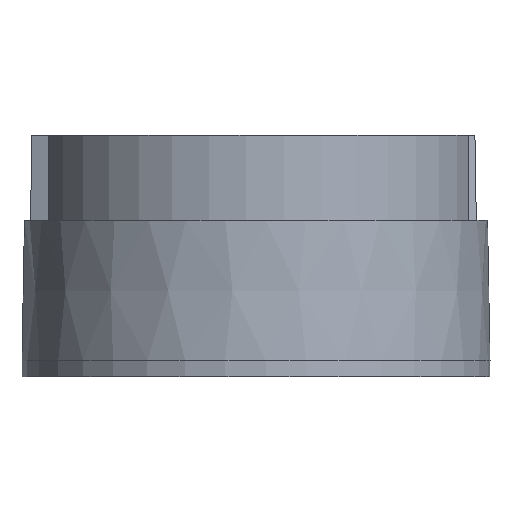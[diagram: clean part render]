
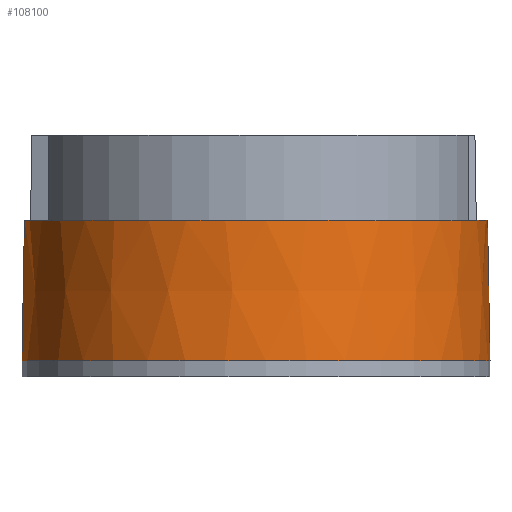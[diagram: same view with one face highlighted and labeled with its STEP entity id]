
A CAD part, front view. The second image highlights one B-rep face of the part: STEP entity #108100.
In plain terms, the highlighted conical face has half-angle 1 degrees and reference radius 21.63 mm.
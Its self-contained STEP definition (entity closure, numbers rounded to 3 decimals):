
#2050=CARTESIAN_POINT('',(0.,13.2,0.));
#2060=DIRECTION('',(0.,-1.,0.));
#2070=DIRECTION('',(-1.,0.,0.));
#2080=AXIS2_PLACEMENT_3D('',#2050,#2060,#2070);
#2090=CIRCLE('',#2080,21.77);
#2100=CARTESIAN_POINT('',(-21.77,13.2,0.));
#2110=VERTEX_POINT('',#2100);
#2140=CARTESIAN_POINT('',(-21.63,21.2,0.));
#2150=DIRECTION('',(-0.017,-1.,0.));
#2160=VECTOR('',#2150,1239.368);
#2170=LINE('',#2140,#2160);
#2180=CARTESIAN_POINT('',(-22.,0.,0.));
#2190=VERTEX_POINT('',#2180);
#2200=EDGE_CURVE('',#2110,#2190,#2170,.T.);
#2220=CARTESIAN_POINT('',(0.,0.,0.));
#2230=DIRECTION('',(0.,1.,-0.));
#2240=DIRECTION('',(1.,0.,0.));
#2250=AXIS2_PLACEMENT_3D('',#2220,#2230,#2240);
#2260=CIRCLE('',#2250,22.);
#2270=CARTESIAN_POINT('',(22.,0.,
0.));
#2280=VERTEX_POINT('',#2270);
#2310=CARTESIAN_POINT('',(21.63,21.2,0.));
#2320=DIRECTION('',(0.017,-1.,
0.));
#2330=VECTOR('',#2320,1239.368);
#2340=LINE('',#2310,#2330);
#2350=CARTESIAN_POINT('',(21.77,13.2,
0.));
#2360=VERTEX_POINT('',#2350);
#2370=EDGE_CURVE('',#2360,#2280,#2340,.T.);
#6930=EDGE_CURVE('',#2360,#2110,#2090,.T.);
#107980=CARTESIAN_POINT('',(0.,21.2,0.));
#107990=DIRECTION('',(0.,-1.,0.));
#108000=DIRECTION('',(-1.,0.,0.));
#108010=AXIS2_PLACEMENT_3D('',#107980,#107990,#108000);
#108020=CONICAL_SURFACE('',#108010,21.63,0.017);
#108030=ORIENTED_EDGE('',*,*,#2200,.T.);
#108040=ORIENTED_EDGE('',*,*,#6930,.T.);
#108050=ORIENTED_EDGE('',*,*,#2370,.F.);
#108060=EDGE_CURVE('',#2190,#2280,#2260,.T.);
#108070=ORIENTED_EDGE('',*,*,#108060,.T.);
#108080=EDGE_LOOP('',(#108070,#108050,#108040,#108030));
#108090=FACE_OUTER_BOUND('',#108080,.T.);
#108100=ADVANCED_FACE('',(#108090),#108020,.T.);
